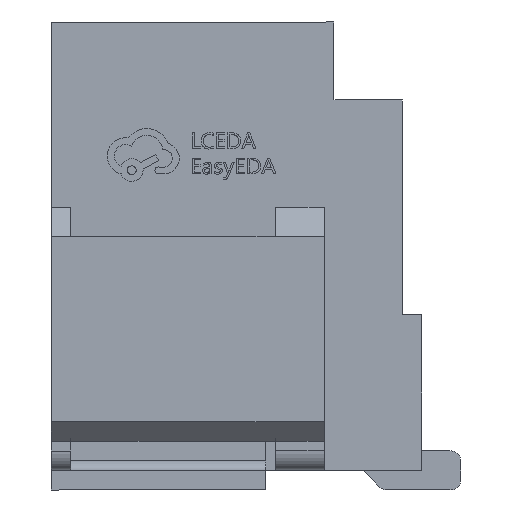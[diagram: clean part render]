
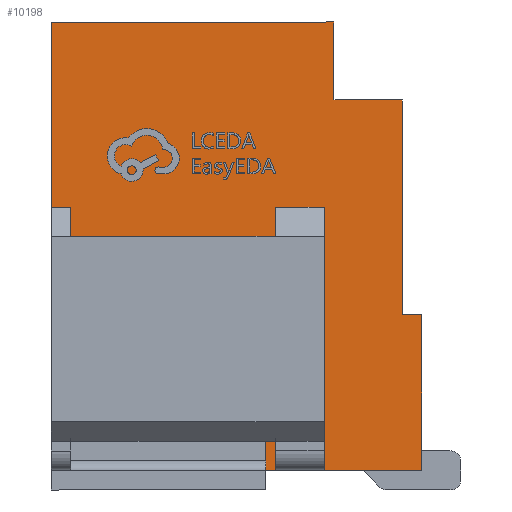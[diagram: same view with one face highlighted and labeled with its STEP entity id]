
A CAD part, left-side view. The second image highlights one B-rep face of the part: STEP entity #10198.
In plain terms, the highlighted planar face has unit normal (-1, 0, 0).
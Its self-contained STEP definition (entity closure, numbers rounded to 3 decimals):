
#10 = VERTEX_POINT ( 'NONE', #8925 ) ;
#91 = VERTEX_POINT ( 'NONE', #7806 ) ;
#193 = VERTEX_POINT ( 'NONE', #1569 ) ;
#232 = LINE ( 'NONE', #14398, #2642 ) ;
#481 = VERTEX_POINT ( 'NONE', #1983 ) ;
#721 = ORIENTED_EDGE ( 'NONE', *, *, #1754, .F. ) ;
#826 = EDGE_CURVE ( 'NONE', #13027, #18567, #7921, .T. ) ;
#985 = VERTEX_POINT ( 'NONE', #15883 ) ;
#1569 = CARTESIAN_POINT ( 'NONE',  ( -2.2, -0.7, -1.3 ) ) ;
#1638 = LINE ( 'NONE', #21827, #20183 ) ;
#1754 = EDGE_CURVE ( 'NONE', #985, #2678, #5229, .T. ) ;
#1825 = ORIENTED_EDGE ( 'NONE', *, *, #7561, .T. ) ;
#1854 = VERTEX_POINT ( 'NONE', #5116 ) ;
#1896 = LINE ( 'NONE', #3836, #11959 ) ;
#1983 = CARTESIAN_POINT ( 'NONE',  ( -2.2, -1.5, -2.4 ) ) ;
#2236 = DIRECTION ( 'NONE',  ( 0., 0., 1. ) ) ;
#2275 = ORIENTED_EDGE ( 'NONE', *, *, #4820, .F. ) ;
#2389 = EDGE_LOOP ( 'NONE', ( #1825, #3736, #20477, #15610, #10690, #2275, #20925, #19450, #16220, #6494, #721, #21669, #15603, #16900, #4597, #10490 ) ) ;
#2642 = VECTOR ( 'NONE', #9263, 1000. ) ;
#2678 = VERTEX_POINT ( 'NONE', #5938 ) ;
#2880 = LINE ( 'NONE', #21814, #20804 ) ;
#3111 = DIRECTION ( 'NONE',  ( 0., -1., 0. ) ) ;
#3251 = CARTESIAN_POINT ( 'NONE',  ( -2.2, -1.7, -4. ) ) ;
#3671 = DIRECTION ( 'NONE',  ( 0., -1., 0. ) ) ;
#3736 = ORIENTED_EDGE ( 'NONE', *, *, #15023, .T. ) ;
#3738 = EDGE_CURVE ( 'NONE', #12965, #8322, #10097, .T. ) ;
#3836 = CARTESIAN_POINT ( 'NONE',  ( -2.2, -1.5, -0.2 ) ) ;
#4132 = VERTEX_POINT ( 'NONE', #19997 ) ;
#4424 = LINE ( 'NONE', #6127, #4598 ) ;
#4516 = DIRECTION ( 'NONE',  ( 0., 1., 0. ) ) ;
#4571 = VERTEX_POINT ( 'NONE', #21992 ) ;
#4597 = ORIENTED_EDGE ( 'NONE', *, *, #20493, .F. ) ;
#4598 = VECTOR ( 'NONE', #16919, 1000. ) ;
#4820 = EDGE_CURVE ( 'NONE', #481, #4571, #1638, .T. ) ;
#4895 = LINE ( 'NONE', #11759, #17781 ) ;
#5098 = DIRECTION ( 'NONE',  ( 0., 1., 0. ) ) ;
#5116 = CARTESIAN_POINT ( 'NONE',  ( -2.2, -0.2, -4. ) ) ;
#5229 = LINE ( 'NONE', #5645, #19862 ) ;
#5378 = VERTEX_POINT ( 'NONE', #7693 ) ;
#5645 = CARTESIAN_POINT ( 'NONE',  ( -2.2, 2.1, -1.6 ) ) ;
#5938 = CARTESIAN_POINT ( 'NONE',  ( -2.2, 2.1, 0.6 ) ) ;
#6127 = CARTESIAN_POINT ( 'NONE',  ( -2.2, 1.9, -1.3 ) ) ;
#6155 = CARTESIAN_POINT ( 'NONE',  ( -2.2, 1.9, -2.7 ) ) ;
#6284 = CARTESIAN_POINT ( 'NONE',  ( -2.2, 2.1, -4. ) ) ;
#6402 = DIRECTION ( 'NONE',  ( 0., 0., -1. ) ) ;
#6461 = VECTOR ( 'NONE', #4516, 1000. ) ;
#6494 = ORIENTED_EDGE ( 'NONE', *, *, #9078, .F. ) ;
#7134 = VERTEX_POINT ( 'NONE', #7688 ) ;
#7359 = CARTESIAN_POINT ( 'NONE',  ( -2.2, -0.7, -4. ) ) ;
#7561 = EDGE_CURVE ( 'NONE', #1854, #91, #232, .T. ) ;
#7632 = LINE ( 'NONE', #9554, #21932 ) ;
#7688 = CARTESIAN_POINT ( 'NONE',  ( -2.2, 2.1, -4. ) ) ;
#7693 = CARTESIAN_POINT ( 'NONE',  ( -2.2, -1.5, -0.2 ) ) ;
#7806 = CARTESIAN_POINT ( 'NONE',  ( -2.2, -0.2, -1.3 ) ) ;
#7921 = LINE ( 'NONE', #21665, #6461 ) ;
#8322 = VERTEX_POINT ( 'NONE', #13555 ) ;
#8489 = CARTESIAN_POINT ( 'NONE',  ( -2.2, 2.1, -1.6 ) ) ;
#8601 = VECTOR ( 'NONE', #3671, 1000. ) ;
#8650 = LINE ( 'NONE', #12220, #8601 ) ;
#8846 = CARTESIAN_POINT ( 'NONE',  ( -2.2, -0.8, 0.6 ) ) ;
#8925 = CARTESIAN_POINT ( 'NONE',  ( -2.2, 1.9, -1.3 ) ) ;
#9078 = EDGE_CURVE ( 'NONE', #2678, #21790, #8650, .T. ) ;
#9082 = FACE_OUTER_BOUND ( 'NONE', #2389, .T. ) ;
#9219 = DIRECTION ( 'NONE',  ( 0., 0., 1. ) ) ;
#9263 = DIRECTION ( 'NONE',  ( 0., 0., 1. ) ) ;
#9554 = CARTESIAN_POINT ( 'NONE',  ( -2.2, -0.7, -1.3 ) ) ;
#9717 = EDGE_CURVE ( 'NONE', #7134, #1854, #12782, .T. ) ;
#10097 = LINE ( 'NONE', #22033, #12044 ) ;
#10198 = ADVANCED_FACE ( 'NONE', ( #9082 ), #14239, .T. ) ;
#10490 = ORIENTED_EDGE ( 'NONE', *, *, #9717, .T. ) ;
#10568 = EDGE_CURVE ( 'NONE', #5378, #4132, #1896, .T. ) ;
#10690 = ORIENTED_EDGE ( 'NONE', *, *, #10743, .T. ) ;
#10743 = EDGE_CURVE ( 'NONE', #13027, #4571, #15072, .T. ) ;
#11125 = LINE ( 'NONE', #19493, #17111 ) ;
#11222 = DIRECTION ( 'NONE',  ( 0., -1., 0. ) ) ;
#11244 = LINE ( 'NONE', #7359, #12308 ) ;
#11300 = EDGE_CURVE ( 'NONE', #18567, #193, #11244, .T. ) ;
#11314 = DIRECTION ( 'NONE',  ( 0., 1., 0. ) ) ;
#11759 = CARTESIAN_POINT ( 'NONE',  ( -2.2, -0.8, -8.455 ) ) ;
#11959 = VECTOR ( 'NONE', #15656, 1000. ) ;
#11978 = CARTESIAN_POINT ( 'NONE',  ( -2.2, -0.7, -4. ) ) ;
#12044 = VECTOR ( 'NONE', #11314, 1000. ) ;
#12220 = CARTESIAN_POINT ( 'NONE',  ( -2.2, 2.1, 0.6 ) ) ;
#12269 = EDGE_CURVE ( 'NONE', #4132, #21790, #4895, .T. ) ;
#12308 = VECTOR ( 'NONE', #16310, 1000. ) ;
#12782 = LINE ( 'NONE', #6284, #17997 ) ;
#12965 = VERTEX_POINT ( 'NONE', #6155 ) ;
#13027 = VERTEX_POINT ( 'NONE', #15712 ) ;
#13322 = DIRECTION ( 'NONE',  ( 0., 0., 1. ) ) ;
#13555 = CARTESIAN_POINT ( 'NONE',  ( -2.2, 2.1, -2.7 ) ) ;
#13881 = DIRECTION ( 'NONE',  ( 0., 0., 1. ) ) ;
#14023 = AXIS2_PLACEMENT_3D ( 'NONE', #8489, #22243, #5098 ) ;
#14034 = EDGE_CURVE ( 'NONE', #985, #10, #4424, .T. ) ;
#14239 = PLANE ( 'NONE',  #14023 ) ;
#14398 = CARTESIAN_POINT ( 'NONE',  ( -2.2, -0.2, -4. ) ) ;
#15002 = VECTOR ( 'NONE', #6402, 1000. ) ;
#15023 = EDGE_CURVE ( 'NONE', #91, #193, #7632, .T. ) ;
#15072 = LINE ( 'NONE', #3251, #17737 ) ;
#15603 = ORIENTED_EDGE ( 'NONE', *, *, #21729, .F. ) ;
#15610 = ORIENTED_EDGE ( 'NONE', *, *, #826, .F. ) ;
#15656 = DIRECTION ( 'NONE',  ( 0., 1., 0. ) ) ;
#15712 = CARTESIAN_POINT ( 'NONE',  ( -2.2, -1.7, -4. ) ) ;
#15883 = CARTESIAN_POINT ( 'NONE',  ( -2.2, 2.1, -1.3 ) ) ;
#16220 = ORIENTED_EDGE ( 'NONE', *, *, #12269, .T. ) ;
#16310 = DIRECTION ( 'NONE',  ( 0., 0., 1. ) ) ;
#16400 = DIRECTION ( 'NONE',  ( 0., -1., 0. ) ) ;
#16900 = ORIENTED_EDGE ( 'NONE', *, *, #3738, .T. ) ;
#16919 = DIRECTION ( 'NONE',  ( 0., -1., 0. ) ) ;
#16975 = CARTESIAN_POINT ( 'NONE',  ( -2.2, -1.5, 0.6 ) ) ;
#17111 = VECTOR ( 'NONE', #9219, 1000. ) ;
#17737 = VECTOR ( 'NONE', #20273, 1000. ) ;
#17781 = VECTOR ( 'NONE', #13881, 1000. ) ;
#17997 = VECTOR ( 'NONE', #11222, 1000. ) ;
#18469 = LINE ( 'NONE', #16975, #15002 ) ;
#18567 = VERTEX_POINT ( 'NONE', #11978 ) ;
#19450 = ORIENTED_EDGE ( 'NONE', *, *, #10568, .T. ) ;
#19493 = CARTESIAN_POINT ( 'NONE',  ( -2.2, 2.1, -1.7 ) ) ;
#19862 = VECTOR ( 'NONE', #2236, 1000. ) ;
#19997 = CARTESIAN_POINT ( 'NONE',  ( -2.2, -0.8, -0.2 ) ) ;
#20183 = VECTOR ( 'NONE', #3111, 1000. ) ;
#20273 = DIRECTION ( 'NONE',  ( 0., 0., 1. ) ) ;
#20477 = ORIENTED_EDGE ( 'NONE', *, *, #11300, .F. ) ;
#20493 = EDGE_CURVE ( 'NONE', #7134, #8322, #11125, .T. ) ;
#20804 = VECTOR ( 'NONE', #13322, 1000. ) ;
#20925 = ORIENTED_EDGE ( 'NONE', *, *, #21588, .F. ) ;
#21588 = EDGE_CURVE ( 'NONE', #5378, #481, #18469, .T. ) ;
#21665 = CARTESIAN_POINT ( 'NONE',  ( -2.2, -1.7, -4. ) ) ;
#21669 = ORIENTED_EDGE ( 'NONE', *, *, #14034, .T. ) ;
#21729 = EDGE_CURVE ( 'NONE', #12965, #10, #2880, .T. ) ;
#21790 = VERTEX_POINT ( 'NONE', #8846 ) ;
#21814 = CARTESIAN_POINT ( 'NONE',  ( -2.2, 1.9, -4.2 ) ) ;
#21827 = CARTESIAN_POINT ( 'NONE',  ( -2.2, -1.7, -2.4 ) ) ;
#21932 = VECTOR ( 'NONE', #16400, 1000. ) ;
#21992 = CARTESIAN_POINT ( 'NONE',  ( -2.2, -1.7, -2.4 ) ) ;
#22033 = CARTESIAN_POINT ( 'NONE',  ( -2.2, -0.1, -2.7 ) ) ;
#22243 = DIRECTION ( 'NONE',  ( -1., 0., 0. ) ) ;
